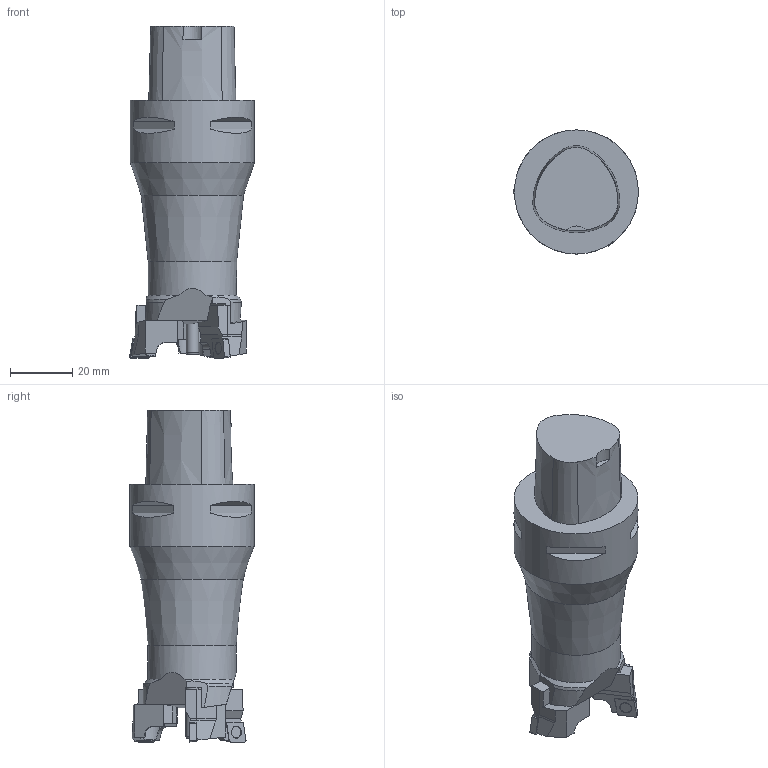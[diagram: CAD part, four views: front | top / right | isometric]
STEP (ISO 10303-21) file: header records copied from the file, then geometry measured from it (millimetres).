
FILE_DESCRIPTION(/* description */ (''),/* implementation_level */ '2;1');
FILE_NAME(/* name */ '1566307948905.stp',/* time_stamp */ '2019-08-20T15:32:35+02:00',/* author */ (''),/* organization */ ('SMS'),/* preprocessor_version */ 'ST-DEVELOPER v16.7',/* originating_system */ 'SIEMENS PLM Software NX 12.0',/* authorisation */ '');
FILE_SCHEMA (('AUTOMOTIVE_DESIGN { 1 0 10303 214 3 1 1 1 }'));
Length unit declared in the file: millimetre
Products named in the file (7): IsoTurningInsert; ASSEMBLY_CONSTRUCTION; 201011651mod000_00; 200955278mod000_01; 201011653mod000_01; 201069310mod000_01
Assembly tree (8 placements, depth 3):
  201069310mod000_01
    200955278mod000_01
    201011653mod000_01  x3
      201011651mod000_00
      ASSEMBLY_CONSTRUCTION
      IsoTurningInsert
    ASSEMBLY_CONSTRUCTION
Bounding box: 40.23 x 40 x 107 mm (x, y, z)
Volume: 81645 mm3; surface area: 15865.7 mm2
Topology: 7 solids, 7 shells, 216 faces, 568 edges, 400 vertices
Faces by surface type: plane 140, cone 33, cylinder 28, torus 12, extrusion 3
Full cylindrical faces by diameter (mm): 2.8 x6, 4.008 x1, 28.5 x1, 40 x1
Entity records: 3676 total; most frequent: CARTESIAN_POINT 711, DIRECTION 591, ORIENTED_EDGE 528, EDGE_CURVE 264, AXIS2_PLACEMENT_3D 216, VERTEX_POINT 181, VECTOR 159, LINE 158
